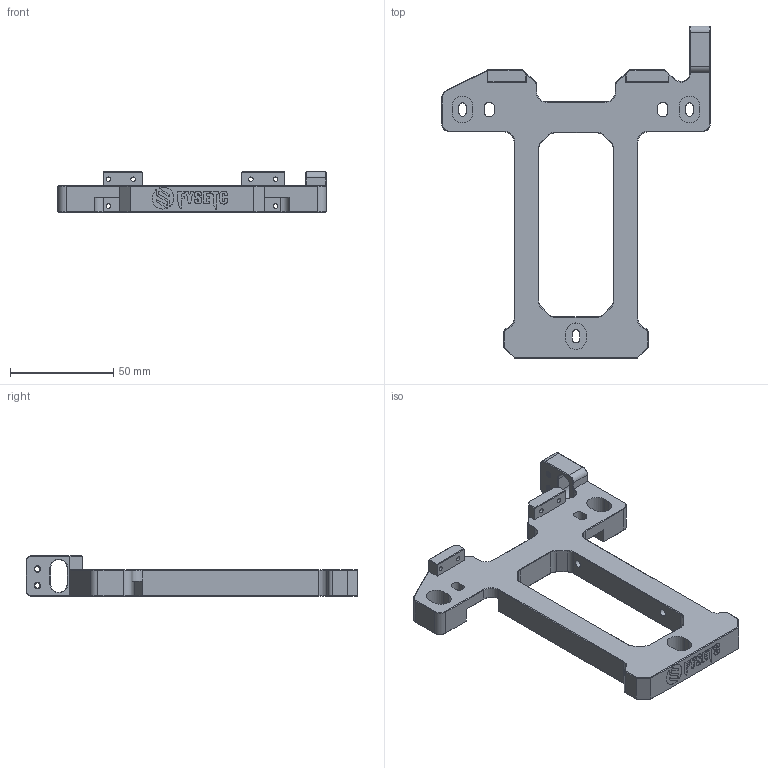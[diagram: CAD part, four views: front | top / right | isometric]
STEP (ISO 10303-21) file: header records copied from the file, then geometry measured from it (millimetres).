
FILE_DESCRIPTION(/* description */ (''),/* implementation_level */ '2;1');
FILE_NAME(/* name */ 'Fysetc CNC Aluminium Bed v18.step',/* time_stamp */ '2024-01-10T02:41:11Z',/* author */ (''),/* organization */ (''),/* preprocessor_version */ 'ST-DEVELOPER v20',/* originating_system */ 'Autodesk Translation Framework v12.14.0.127',/* authorisation */ '');
FILE_SCHEMA (('AUTOMOTIVE_DESIGN { 1 0 10303 214 3 1 1 }'));
Length unit declared in the file: millimetre
Products named in the file (1): Fysetc CNC Aluminium Bed
Bounding box: 130 x 160.8 x 19.85 mm (x, y, z)
Volume: 78145 mm3; surface area: 28908.5 mm2
Topology: 1 solids, 1 shells, 662 faces, 1786 edges, 1138 vertices
Faces by surface type: cylinder 263, plane 222, bspline 117, cone 60
Full cylindrical faces by diameter (mm): 2.2 x8, 2.529 x48, 3.086 x24, 3.5 x2
Entity records: 32500 total; most frequent: CARTESIAN_POINT 17604, ORIENTED_EDGE 3572, DIRECTION 2440, EDGE_CURVE 1786, VERTEX_POINT 1138, LINE 940, VECTOR 940, AXIS2_PLACEMENT_3D 750
